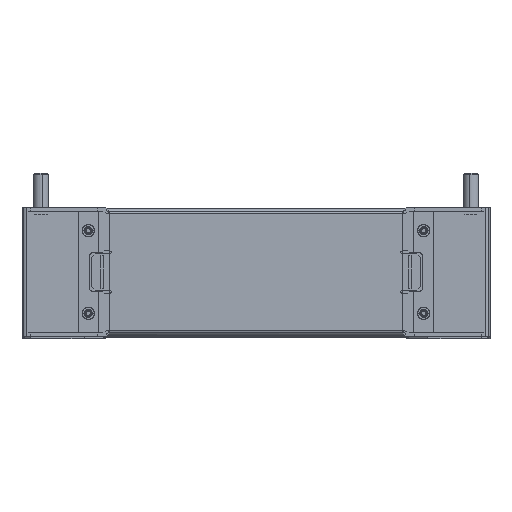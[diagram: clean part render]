
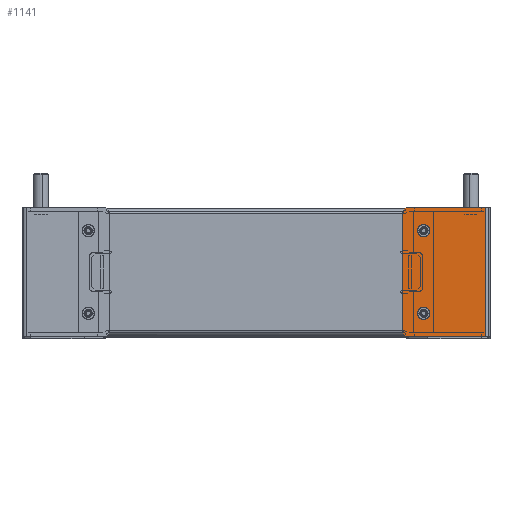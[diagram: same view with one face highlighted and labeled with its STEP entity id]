
A CAD part, top view. The second image highlights one B-rep face of the part: STEP entity #1141.
In plain terms, the highlighted planar face has unit normal (0, 0, 1).
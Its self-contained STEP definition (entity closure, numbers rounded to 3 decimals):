
#114 = VECTOR ( 'NONE', #2925, 1000. ) ;
#384 = CARTESIAN_POINT ( 'NONE',  ( -34., 47., 34. ) ) ;
#446 = DIRECTION ( 'NONE',  ( -1., 0., 0. ) ) ;
#660 = CARTESIAN_POINT ( 'NONE',  ( -12.85, -32., 34. ) ) ;
#796 = FACE_BOUND ( 'NONE', #10377, .T. ) ;
#871 = DIRECTION ( 'NONE',  ( -1., 0., 0. ) ) ;
#1002 = EDGE_CURVE ( 'NONE', #12033, #7711, #15879, .T. ) ;
#1007 = CARTESIAN_POINT ( 'NONE',  ( 30.6, 50., 34. ) ) ;
#1141 = ADVANCED_FACE ( 'NONE', ( #796, #8950, #17206 ), #11866, .F. ) ;
#1171 = AXIS2_PLACEMENT_3D ( 'NONE', #1345, #11435, #2806 ) ;
#1288 = CARTESIAN_POINT ( 'NONE',  ( -34., 47., 34. ) ) ;
#1345 = CARTESIAN_POINT ( 'NONE',  ( -17.35, 32., 34. ) ) ;
#1841 = CARTESIAN_POINT ( 'NONE',  ( -17.35, 32., 34. ) ) ;
#1945 = EDGE_LOOP ( 'NONE', ( #16417, #14638, #13470, #11405, #3054, #5158 ) ) ;
#2079 = EDGE_CURVE ( 'NONE', #5045, #9546, #11590, .T. ) ;
#2358 = VERTEX_POINT ( 'NONE', #15023 ) ;
#2508 = DIRECTION ( 'NONE',  ( 0., -1., 0. ) ) ;
#2806 = DIRECTION ( 'NONE',  ( -1., 0., 0. ) ) ;
#2860 = VECTOR ( 'NONE', #9159, 1000. ) ;
#2910 = EDGE_LOOP ( 'NONE', ( #10404, #14733 ) ) ;
#2925 = DIRECTION ( 'NONE',  ( -0.707, -0.707, 0. ) ) ;
#3054 = ORIENTED_EDGE ( 'NONE', *, *, #4721, .F. ) ;
#3246 = CARTESIAN_POINT ( 'NONE',  ( -31., 50., 34. ) ) ;
#3715 = DIRECTION ( 'NONE',  ( 0., 0., -1. ) ) ;
#4220 = LINE ( 'NONE', #10599, #2860 ) ;
#4721 = EDGE_CURVE ( 'NONE', #5045, #12033, #7885, .T. ) ;
#4990 = EDGE_CURVE ( 'NONE', #2358, #10719, #8309, .T. ) ;
#5002 = LINE ( 'NONE', #12327, #11279 ) ;
#5045 = VERTEX_POINT ( 'NONE', #3246 ) ;
#5158 = ORIENTED_EDGE ( 'NONE', *, *, #2079, .T. ) ;
#6093 = CARTESIAN_POINT ( 'NONE',  ( -34., 50., 34. ) ) ;
#6604 = CARTESIAN_POINT ( 'NONE',  ( -21.85, -32., 34. ) ) ;
#6768 = CARTESIAN_POINT ( 'NONE',  ( -34., -47., 34. ) ) ;
#7013 = EDGE_CURVE ( 'NONE', #18156, #9858, #13180, .T. ) ;
#7271 = CARTESIAN_POINT ( 'NONE',  ( -31., -50., 34. ) ) ;
#7526 = DIRECTION ( 'NONE',  ( 0., 0., -1. ) ) ;
#7711 = VERTEX_POINT ( 'NONE', #11175 ) ;
#7885 = LINE ( 'NONE', #16430, #13929 ) ;
#8309 = CIRCLE ( 'NONE', #1171, 4.5 ) ;
#8445 = CARTESIAN_POINT ( 'NONE',  ( -34., 50., 34. ) ) ;
#8950 = FACE_BOUND ( 'NONE', #2910, .T. ) ;
#9159 = DIRECTION ( 'NONE',  ( 0.707, -0.707, 0. ) ) ;
#9546 = VERTEX_POINT ( 'NONE', #384 ) ;
#9768 = DIRECTION ( 'NONE',  ( 1., 0., 0. ) ) ;
#9858 = VERTEX_POINT ( 'NONE', #660 ) ;
#10377 = EDGE_LOOP ( 'NONE', ( #18172, #15295 ) ) ;
#10404 = ORIENTED_EDGE ( 'NONE', *, *, #12531, .T. ) ;
#10545 = CARTESIAN_POINT ( 'NONE',  ( -17.35, -32., 34. ) ) ;
#10599 = CARTESIAN_POINT ( 'NONE',  ( -31., -50., 34. ) ) ;
#10719 = VERTEX_POINT ( 'NONE', #11501 ) ;
#10954 = VECTOR ( 'NONE', #15372, 1000. ) ;
#11175 = CARTESIAN_POINT ( 'NONE',  ( 30.6, -50., 34. ) ) ;
#11279 = VECTOR ( 'NONE', #9768, 1000. ) ;
#11405 = ORIENTED_EDGE ( 'NONE', *, *, #1002, .F. ) ;
#11435 = DIRECTION ( 'NONE',  ( 0., 0., -1. ) ) ;
#11501 = CARTESIAN_POINT ( 'NONE',  ( -12.85, 32., 34. ) ) ;
#11515 = AXIS2_PLACEMENT_3D ( 'NONE', #10545, #16216, #13404 ) ;
#11590 = LINE ( 'NONE', #1288, #114 ) ;
#11636 = CARTESIAN_POINT ( 'NONE',  ( 30.6, 50., 34. ) ) ;
#11775 = EDGE_CURVE ( 'NONE', #9546, #12188, #17956, .T. ) ;
#11866 = PLANE ( 'NONE',  #15922 ) ;
#12033 = VERTEX_POINT ( 'NONE', #11636 ) ;
#12188 = VERTEX_POINT ( 'NONE', #6768 ) ;
#12246 = DIRECTION ( 'NONE',  ( 1., 0., 0. ) ) ;
#12325 = CARTESIAN_POINT ( 'NONE',  ( -17.35, -32., 34. ) ) ;
#12327 = CARTESIAN_POINT ( 'NONE',  ( -34., -50., 34. ) ) ;
#12531 = EDGE_CURVE ( 'NONE', #10719, #2358, #15663, .T. ) ;
#12549 = EDGE_CURVE ( 'NONE', #12188, #15662, #4220, .T. ) ;
#12570 = EDGE_CURVE ( 'NONE', #9858, #18156, #13211, .T. ) ;
#13180 = CIRCLE ( 'NONE', #14180, 4.5 ) ;
#13211 = CIRCLE ( 'NONE', #11515, 4.5 ) ;
#13404 = DIRECTION ( 'NONE',  ( -1., 0., 0. ) ) ;
#13470 = ORIENTED_EDGE ( 'NONE', *, *, #17141, .T. ) ;
#13929 = VECTOR ( 'NONE', #12246, 1000. ) ;
#14180 = AXIS2_PLACEMENT_3D ( 'NONE', #12325, #3715, #871 ) ;
#14638 = ORIENTED_EDGE ( 'NONE', *, *, #12549, .T. ) ;
#14733 = ORIENTED_EDGE ( 'NONE', *, *, #4990, .T. ) ;
#14904 = DIRECTION ( 'NONE',  ( 0., 0., -1. ) ) ;
#15023 = CARTESIAN_POINT ( 'NONE',  ( -21.85, 32., 34. ) ) ;
#15295 = ORIENTED_EDGE ( 'NONE', *, *, #7013, .T. ) ;
#15372 = DIRECTION ( 'NONE',  ( 0., -1., 0. ) ) ;
#15662 = VERTEX_POINT ( 'NONE', #7271 ) ;
#15663 = CIRCLE ( 'NONE', #15702, 4.5 ) ;
#15702 = AXIS2_PLACEMENT_3D ( 'NONE', #1841, #14904, #446 ) ;
#15879 = LINE ( 'NONE', #1007, #10954 ) ;
#15922 = AXIS2_PLACEMENT_3D ( 'NONE', #6093, #7526, #17549 ) ;
#16216 = DIRECTION ( 'NONE',  ( 0., 0., -1. ) ) ;
#16417 = ORIENTED_EDGE ( 'NONE', *, *, #11775, .T. ) ;
#16430 = CARTESIAN_POINT ( 'NONE',  ( -34., 50., 34. ) ) ;
#17068 = VECTOR ( 'NONE', #2508, 1000. ) ;
#17141 = EDGE_CURVE ( 'NONE', #15662, #7711, #5002, .T. ) ;
#17206 = FACE_OUTER_BOUND ( 'NONE', #1945, .T. ) ;
#17549 = DIRECTION ( 'NONE',  ( -1., 0., 0. ) ) ;
#17956 = LINE ( 'NONE', #8445, #17068 ) ;
#18156 = VERTEX_POINT ( 'NONE', #6604 ) ;
#18172 = ORIENTED_EDGE ( 'NONE', *, *, #12570, .T. ) ;
